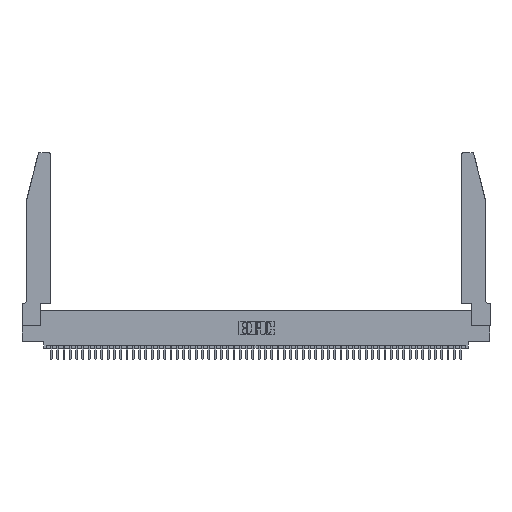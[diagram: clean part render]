
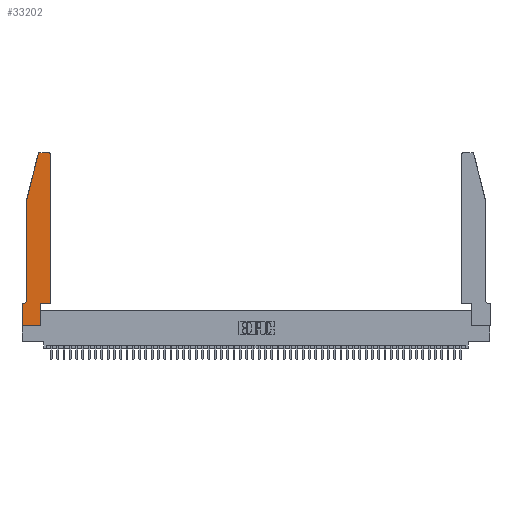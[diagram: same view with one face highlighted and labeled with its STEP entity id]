
A CAD part, top view. The second image highlights one B-rep face of the part: STEP entity #33202.
In plain terms, the highlighted planar face has unit normal (0, 0, 1).
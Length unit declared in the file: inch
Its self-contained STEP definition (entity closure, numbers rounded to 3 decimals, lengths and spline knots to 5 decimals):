
#405 = DIRECTION ( 'NONE',  ( 1., 0., 0. ) ) ;
#445 = CARTESIAN_POINT ( 'NONE',  ( 0.25487, 2.72718, 0.37 ) ) ;
#1181 = CARTESIAN_POINT ( 'NONE',  ( 0.4505, 0.35, 0.37 ) ) ;
#1277 = CIRCLE ( 'NONE', #43417, 0.07 ) ;
#1601 = CARTESIAN_POINT ( 'NONE',  ( 0.4505, 0.35, 0.37 ) ) ;
#1614 = EDGE_CURVE ( 'NONE', #28825, #8925, #8978, .T. ) ;
#4104 = ORIENTED_EDGE ( 'NONE', *, *, #52547, .T. ) ;
#4645 = CIRCLE ( 'NONE', #45463, 0.03 ) ;
#4704 = EDGE_CURVE ( 'NONE', #12079, #24211, #7784, .T. ) ;
#5731 = ORIENTED_EDGE ( 'NONE', *, *, #32530, .T. ) ;
#6059 = VERTEX_POINT ( 'NONE', #35115 ) ;
#6790 = VERTEX_POINT ( 'NONE', #51787 ) ;
#6941 = VECTOR ( 'NONE', #40584, 39.37008 ) ;
#7500 = LINE ( 'NONE', #37833, #39261 ) ;
#7678 = VECTOR ( 'NONE', #48943, 39.37008 ) ;
#7784 = LINE ( 'NONE', #30229, #49192 ) ;
#8020 = ORIENTED_EDGE ( 'NONE', *, *, #36081, .T. ) ;
#8263 = CARTESIAN_POINT ( 'NONE',  ( 0.0055, 0.35, 0.37 ) ) ;
#8809 = ORIENTED_EDGE ( 'NONE', *, *, #47828, .T. ) ;
#8925 = VERTEX_POINT ( 'NONE', #1601 ) ;
#8978 = LINE ( 'NONE', #40889, #7678 ) ;
#10654 = ORIENTED_EDGE ( 'NONE', *, *, #25996, .T. ) ;
#11581 = CARTESIAN_POINT ( 'NONE',  ( 0.0755, 0.35, 0.37 ) ) ;
#12079 = VERTEX_POINT ( 'NONE', #37608 ) ;
#12376 = DIRECTION ( 'NONE',  ( 0., 0., 1. ) ) ;
#13326 = CARTESIAN_POINT ( 'NONE',  ( 0.284, 2.72, 0.37 ) ) ;
#13499 = AXIS2_PLACEMENT_3D ( 'NONE', #37602, #25289, #405 ) ;
#13610 = CARTESIAN_POINT ( 'NONE',  ( 0.0055, 0.42, 0.37 ) ) ;
#15935 = LINE ( 'NONE', #34283, #36691 ) ;
#17464 = DIRECTION ( 'NONE',  ( 1., 0., 0. ) ) ;
#17758 = DIRECTION ( 'NONE',  ( -1., 0., 0. ) ) ;
#19256 = VECTOR ( 'NONE', #30265, 39.37008 ) ;
#19800 = VECTOR ( 'NONE', #36416, 39.37008 ) ;
#19803 = ORIENTED_EDGE ( 'NONE', *, *, #32260, .T. ) ;
#20764 = EDGE_CURVE ( 'NONE', #47645, #30391, #48342, .T. ) ;
#21094 = LINE ( 'NONE', #28095, #19800 ) ;
#21558 = CARTESIAN_POINT ( 'NONE',  ( 0.0755, 0.42, 0.37 ) ) ;
#22529 = ORIENTED_EDGE ( 'NONE', *, *, #20764, .T. ) ;
#24056 = EDGE_LOOP ( 'NONE', ( #32928, #30314, #42831, #34073, #10654, #22529, #5731, #8020, #19803, #53012, #4104, #8809 ) ) ;
#24073 = DIRECTION ( 'NONE',  ( 1., 0., 0. ) ) ;
#24211 = VERTEX_POINT ( 'NONE', #21558 ) ;
#25261 = EDGE_CURVE ( 'NONE', #29414, #42496, #4645, .T. ) ;
#25289 = DIRECTION ( 'NONE',  ( 0., 0., 1. ) ) ;
#25348 = DIRECTION ( 'NONE',  ( 0., -1., 0. ) ) ;
#25996 = EDGE_CURVE ( 'NONE', #24211, #47645, #1277, .T. ) ;
#26277 = VECTOR ( 'NONE', #24073, 39.37008 ) ;
#28095 = CARTESIAN_POINT ( 'NONE',  ( 0.2865, 0.35, 0.37 ) ) ;
#28825 = VERTEX_POINT ( 'NONE', #37150 ) ;
#28924 = CARTESIAN_POINT ( 'NONE',  ( 0., 0., 0.37 ) ) ;
#29414 = VERTEX_POINT ( 'NONE', #32398 ) ;
#30229 = CARTESIAN_POINT ( 'NONE',  ( 0.0755, 2., 0.37 ) ) ;
#30265 = DIRECTION ( 'NONE',  ( 0., 1., 0. ) ) ;
#30314 = ORIENTED_EDGE ( 'NONE', *, *, #25261, .T. ) ;
#30391 = VERTEX_POINT ( 'NONE', #47182 ) ;
#30395 = DIRECTION ( 'NONE',  ( 0., -1., 0. ) ) ;
#31410 = EDGE_CURVE ( 'NONE', #51050, #29414, #39300, .T. ) ;
#31600 = LINE ( 'NONE', #1181, #19256 ) ;
#31883 = EDGE_CURVE ( 'NONE', #42496, #12079, #15935, .T. ) ;
#32260 = EDGE_CURVE ( 'NONE', #6790, #28825, #21094, .T. ) ;
#32398 = CARTESIAN_POINT ( 'NONE',  ( 0.284, 2.75, 0.37 ) ) ;
#32427 = CARTESIAN_POINT ( 'NONE',  ( 0., 0., 0.37 ) ) ;
#32530 = EDGE_CURVE ( 'NONE', #30391, #43235, #7500, .T. ) ;
#32928 = ORIENTED_EDGE ( 'NONE', *, *, #31410, .T. ) ;
#33202 = ADVANCED_FACE ( 'NONE', ( #49474 ), #45836, .T. ) ;
#34073 = ORIENTED_EDGE ( 'NONE', *, *, #4704, .T. ) ;
#34283 = CARTESIAN_POINT ( 'NONE',  ( 0.0755, 2., 0.37 ) ) ;
#35115 = CARTESIAN_POINT ( 'NONE',  ( 0.4505, 2.72, 0.37 ) ) ;
#36004 = LINE ( 'NONE', #32427, #26277 ) ;
#36081 = EDGE_CURVE ( 'NONE', #43235, #6790, #36004, .T. ) ;
#36416 = DIRECTION ( 'NONE',  ( 0., 1., 0. ) ) ;
#36691 = VECTOR ( 'NONE', #38415, 39.37008 ) ;
#37150 = CARTESIAN_POINT ( 'NONE',  ( 0.2865, 0.35, 0.37 ) ) ;
#37222 = CARTESIAN_POINT ( 'NONE',  ( 0.4205, 2.72, 0.37 ) ) ;
#37602 = CARTESIAN_POINT ( 'NONE',  ( 0., 0.35, 0.37 ) ) ;
#37608 = CARTESIAN_POINT ( 'NONE',  ( 0.0755, 2., 0.37 ) ) ;
#37833 = CARTESIAN_POINT ( 'NONE',  ( 0., 0., 0.37 ) ) ;
#38415 = DIRECTION ( 'NONE',  ( -0.239, -0.971, 0. ) ) ;
#39261 = VECTOR ( 'NONE', #25348, 39.37008 ) ;
#39300 = LINE ( 'NONE', #51210, #48935 ) ;
#40584 = DIRECTION ( 'NONE',  ( -1., 0., 0. ) ) ;
#40889 = CARTESIAN_POINT ( 'NONE',  ( 0.4505, 0.35, 0.37 ) ) ;
#41030 = CARTESIAN_POINT ( 'NONE',  ( 0.4205, 2.75, 0.37 ) ) ;
#41352 = DIRECTION ( 'NONE',  ( 1., 0., 0. ) ) ;
#42258 = DIRECTION ( 'NONE',  ( 0., 0., 1. ) ) ;
#42496 = VERTEX_POINT ( 'NONE', #445 ) ;
#42542 = DIRECTION ( 'NONE',  ( 0., 0., -1. ) ) ;
#42831 = ORIENTED_EDGE ( 'NONE', *, *, #31883, .T. ) ;
#43116 = DIRECTION ( 'NONE',  ( -1., 0., 0. ) ) ;
#43235 = VERTEX_POINT ( 'NONE', #28924 ) ;
#43417 = AXIS2_PLACEMENT_3D ( 'NONE', #13610, #42542, #17758 ) ;
#45463 = AXIS2_PLACEMENT_3D ( 'NONE', #13326, #42258, #17464 ) ;
#45836 = PLANE ( 'NONE',  #13499 ) ;
#47182 = CARTESIAN_POINT ( 'NONE',  ( 0., 0.35, 0.37 ) ) ;
#47645 = VERTEX_POINT ( 'NONE', #8263 ) ;
#47828 = EDGE_CURVE ( 'NONE', #6059, #51050, #52895, .T. ) ;
#48342 = LINE ( 'NONE', #11581, #6941 ) ;
#48935 = VECTOR ( 'NONE', #43116, 39.37008 ) ;
#48943 = DIRECTION ( 'NONE',  ( 1., 0., 0. ) ) ;
#49192 = VECTOR ( 'NONE', #30395, 39.37008 ) ;
#49474 = FACE_OUTER_BOUND ( 'NONE', #24056, .T. ) ;
#51050 = VERTEX_POINT ( 'NONE', #41030 ) ;
#51210 = CARTESIAN_POINT ( 'NONE',  ( 0.2605, 2.75, 0.37 ) ) ;
#51787 = CARTESIAN_POINT ( 'NONE',  ( 0.2865, 0., 0.37 ) ) ;
#52547 = EDGE_CURVE ( 'NONE', #8925, #6059, #31600, .T. ) ;
#52895 = CIRCLE ( 'NONE', #53145, 0.03 ) ;
#53012 = ORIENTED_EDGE ( 'NONE', *, *, #1614, .T. ) ;
#53145 = AXIS2_PLACEMENT_3D ( 'NONE', #37222, #12376, #41352 ) ;
